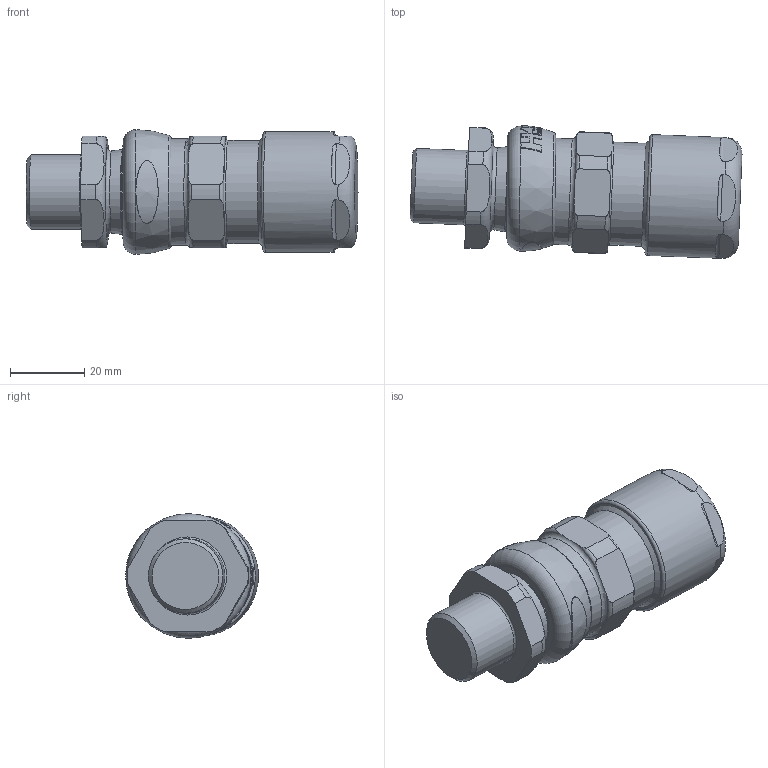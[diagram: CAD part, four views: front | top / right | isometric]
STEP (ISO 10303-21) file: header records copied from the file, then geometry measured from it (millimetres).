
FILE_DESCRIPTION(/* description */ (''),/* implementation_level */ '2;1');
FILE_NAME(/* name */ '701_X A.stp',/* time_stamp */ '2019-08-02T22:53:25+05:00',/* author */ ('vinaykumark'),/* organization */ (''),/* preprocessor_version */ 'ST-DEVELOPER v16.13',/* originating_system */ 'Autodesk Inventor 2018',/* authorisation */ '');
FILE_SCHEMA (('AUTOMOTIVE_DESIGN { 1 0 10303 214 3 1 1 }'));
Length unit declared in the file: millimetre
Products named in the file (1): 701_X A
Bounding box: 89.26 x 35.69 x 33.5 mm (x, y, z)
Volume: 81458.2 mm3; surface area: 26893.8 mm2
Topology: 9 solids, 9 shells, 721 faces, 1935 edges, 1254 vertices
Faces by surface type: plane 285, torus 170, cylinder 103, bspline 86, cone 77
Full cylindrical faces by diameter (mm): 19.37 x2, 20 x1, 20.7 x1, 21 x1, 22.26 x1, 23 x2, 23.26 x1, 23.5 x1, 24.5 x1, 25.32 x1, 27.7 x1, 28.5 x1, 28.55 x1, 30 x1, 32.5 x1
Entity records: 26559 total; most frequent: CARTESIAN_POINT 8403, ORIENTED_EDGE 3738, DIRECTION 3638, EDGE_CURVE 1869, AXIS2_PLACEMENT_3D 1570, VERTEX_POINT 1244, EDGE_LOOP 817, STYLED_ITEM 730
